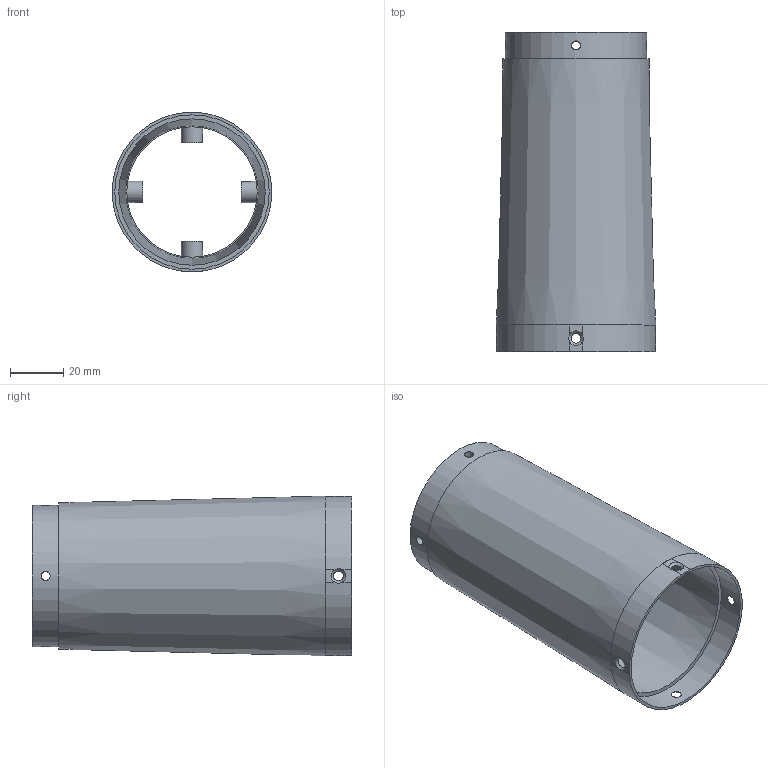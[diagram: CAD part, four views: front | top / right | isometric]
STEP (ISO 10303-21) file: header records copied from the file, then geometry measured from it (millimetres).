
FILE_DESCRIPTION(/* description */ (''),/* implementation_level */ '2;1');
FILE_NAME(/* name */ 'TubeTransition UR-27.5 LR-32.5 H-100.stp',/* time_stamp */ '2024-02-20T17:02:08-08:00',/* author */ ('liu63'),/* organization */ (''),/* preprocessor_version */ 'ST-DEVELOPER v20',/* originating_system */ 'Autodesk Inventor 2024',/* authorisation */ '');
FILE_SCHEMA (('AUTOMOTIVE_DESIGN { 1 0 10303 214 3 1 1 }'));
Length unit declared in the file: millimetre
Products named in the file (1): TubeTransition UR-27.5 LR-32.5 H-100
Bounding box: 59.98 x 120 x 59.99 mm (x, y, z)
Volume: 48938.1 mm3; surface area: 43363.5 mm2
Topology: 1 solids, 1 shells, 50 faces, 146 edges, 102 vertices
Faces by surface type: plane 25, cylinder 19, cone 6
Full cylindrical faces by diameter (mm): 3.4 x4, 4.5 x4, 8 x4, 49 x1, 53 x1, 58 x1
Entity records: 2167 total; most frequent: CARTESIAN_POINT 803, ORIENTED_EDGE 292, DIRECTION 242, EDGE_CURVE 146, VERTEX_POINT 102, AXIS2_PLACEMENT_3D 97, EDGE_LOOP 72, B_SPLINE_CURVE_WITH_KNOTS 52
